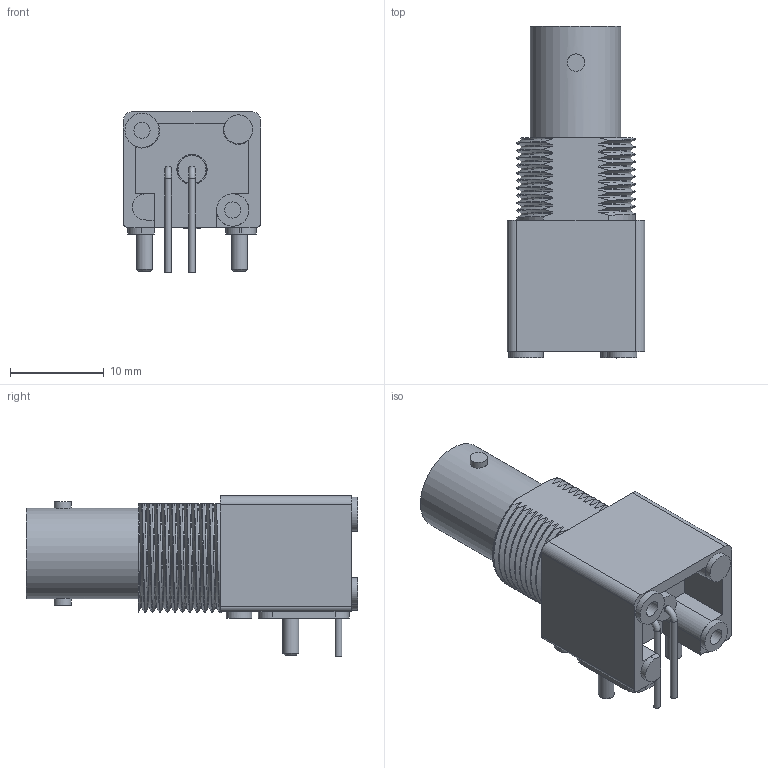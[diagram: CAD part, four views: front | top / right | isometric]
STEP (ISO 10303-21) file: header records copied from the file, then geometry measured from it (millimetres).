
FILE_DESCRIPTION(('FreeCAD Model'),'2;1');
FILE_NAME('Open CASCADE Shape Model','2024-12-11T02:06:24',( 'kicad StepUp'),('ksu MCAD'),'Open CASCADE STEP processor 7.6', 'FreeCAD','Unknown');
FILE_SCHEMA(('AUTOMOTIVE_DESIGN { 1 0 10303 214 1 1 1 1 }'));
Length unit declared in the file: millimetre
Products named in the file (1): Fusion001.[solid]
Bounding box: 14.7 x 35.49 x 17.2 mm (x, y, z)
Volume: 2708 mm3; surface area: 3532 mm2
Topology: 1 solids, 1 shells, 187 faces, 484 edges, 319 vertices
Faces by surface type: plane 65, bspline 64, cylinder 54, cone 2, torus 2
Full cylindrical faces by diameter (mm): 0.72 x4, 1.5 x1, 1.73 x4, 1.85 x2, 2.15 x1, 2.25 x1, 2.75 x2, 3 x1, 3.05 x1, 3.1 x1, 3.25 x1, 3.45 x1, 3.65 x1, 4.25 x2, 9.2 x1, 9.7 x1
Entity records: 9756 total; most frequent: CARTESIAN_POINT 5596, ORIENTED_EDGE 968, DIRECTION 618, EDGE_CURVE 484, VERTEX_POINT 319, AXIS2_PLACEMENT_3D 221, B_SPLINE_CURVE_WITH_KNOTS 211, FACE_BOUND 209
